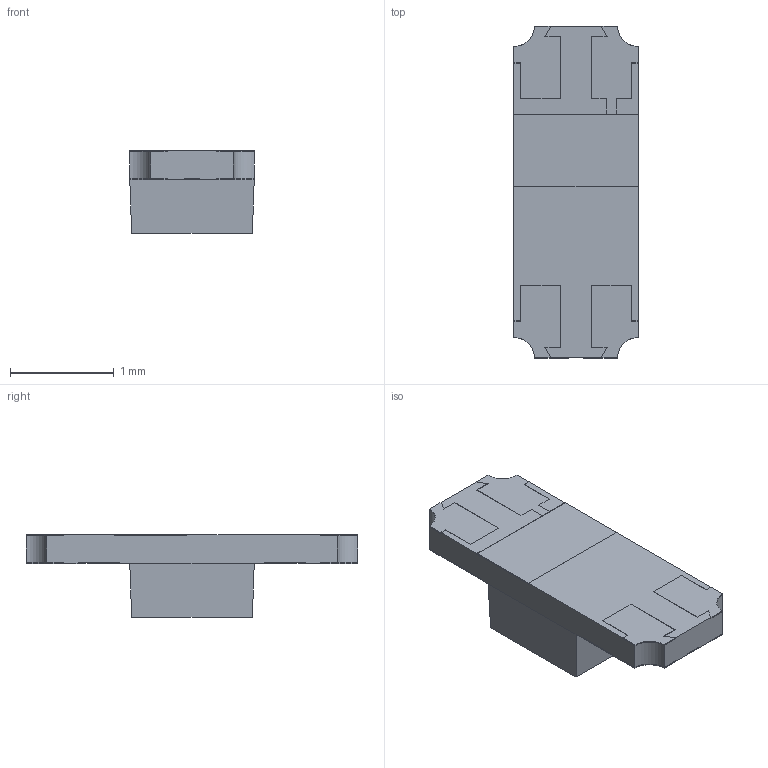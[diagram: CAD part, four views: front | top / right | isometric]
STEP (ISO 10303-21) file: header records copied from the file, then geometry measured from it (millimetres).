
FILE_DESCRIPTION( ( 'Unknown' ), '1' );
FILE_NAME( '156125RB173000.stp', 'Unknown', ( 'Unknown' ), ( 'Unknown' ), 'PSStep 18.0.17', 'Unknown', ' ' );
FILE_SCHEMA( ( 'AUTOMOTIVE_DESIGN { 1 0 10303 214 1 1 1 1 }' ) );
Length unit declared in the file: millimetre
Products named in the file (11): Assem1; Body; Pins_top; Pins_Bottom
Assembly tree (10 placements, depth 2):
  Assem1
    Body
    Pins_top
    Pins_top
    Pins_top
    Pins_top
    Pins_top
    Pins_Bottom
    Pins_Bottom
    Pins_Bottom
    Pins_Bottom
Bounding box: 1.2 x 3.2 x 0.8 mm (x, y, z)
Volume: 1.8 mm3; surface area: 21.4 mm2
Topology: 10 solids, 12 shells, 307 faces, 821 edges, 538 vertices
Faces by surface type: plane 294, cylinder 13
Full cylindrical faces by diameter (mm): 0.1 x1
Entity records: 11990 total; most frequent: CARTESIAN_POINT 1676, ORIENTED_EDGE 1640, DIRECTION 1482, EDGE_CURVE 820, LINE 794, VECTOR 794, VERTEX_POINT 538, AXIS2_PLACEMENT_3D 344
